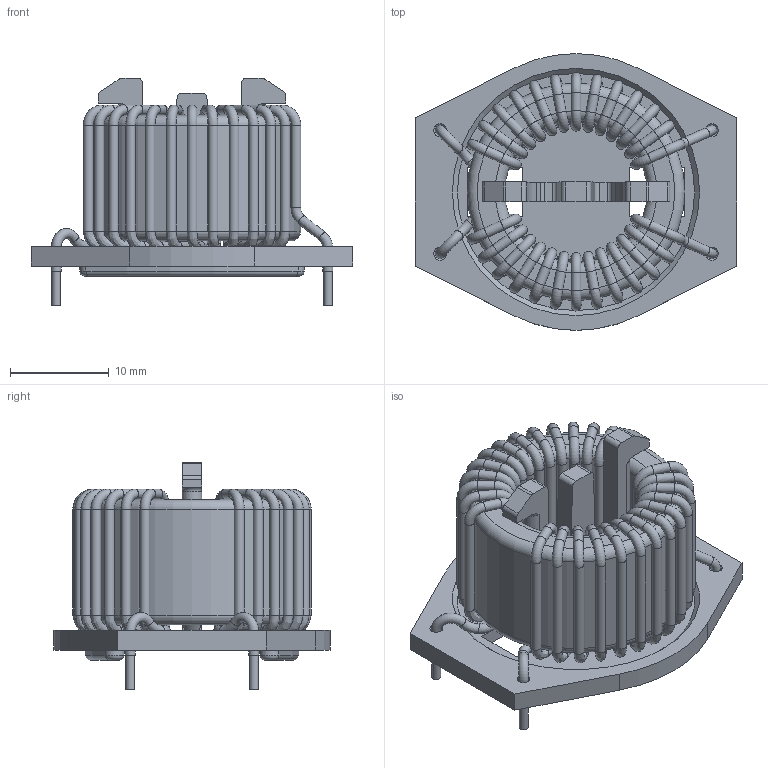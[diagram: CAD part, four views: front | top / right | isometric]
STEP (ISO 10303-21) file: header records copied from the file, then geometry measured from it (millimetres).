
FILE_DESCRIPTION(/* description */ ('Unknown'),/* implementation_level */ '2;1');
FILE_NAME(/* name */ 'L_Wurth_WE-CMBH-L_744834101',/* time_stamp */ '2025-09-08T16:43:58+08:00',/* author */ ('Unknown'),/* organization */ ('Unknown'),/* preprocessor_version */ 'ST-DEVELOPER v19.4',/* originating_system */ 'Solid Edge',/* authorisation */ 'Unknown');
FILE_SCHEMA (('AUTOMOTIVE_DESIGN {1 0 10303 214 3 1 1}'));
Length unit declared in the file: millimetre
Products named in the file (2): L_Wurth_WE-CMBH-L_744834101
Assembly tree (1 placements, depth 2):
  L_Wurth_WE-CMBH-L_744834101
    L_Wurth_WE-CMBH-L_744834101
Bounding box: 32.5 x 28 x 23 mm (x, y, z)
Volume: 4964.8 mm3; surface area: 6976.5 mm2
Topology: 4 solids, 4 shells, 329 faces, 715 edges, 400 vertices
Faces by surface type: cylinder 148, torus 78, bspline 50, plane 48, cone 5
Full cylindrical faces by diameter (mm): 0.8 x4, 0.9 x4, 1 x110, 14.4 x1, 22 x1
Entity records: 20471 total; most frequent: CARTESIAN_POINT 12619, DIRECTION 1354, ORIENTED_EDGE 936, AXIS2_PLACEMENT_3D 613, EDGE_LOOP 590, FACE_BOUND 590, EDGE_CURVE 468, VERTEX_POINT 394
